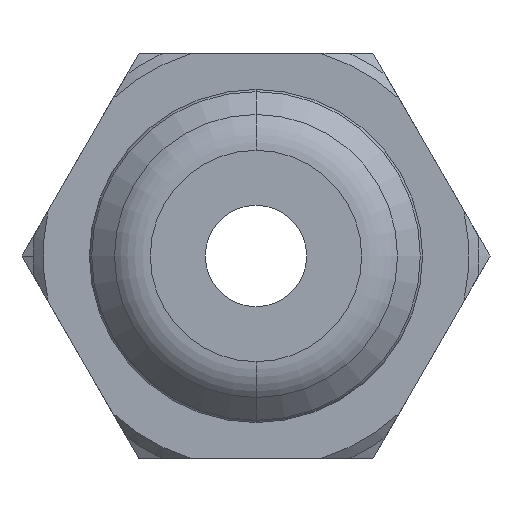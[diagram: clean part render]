
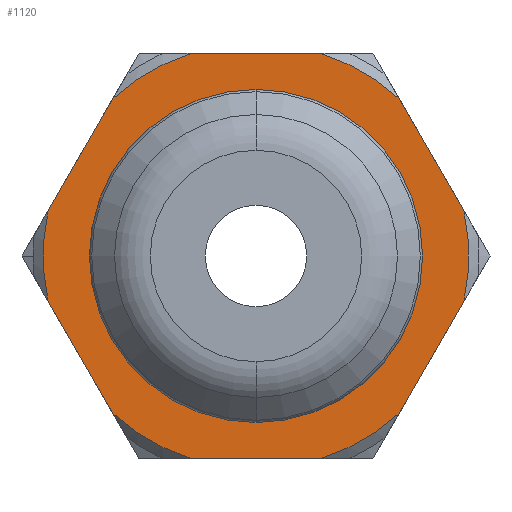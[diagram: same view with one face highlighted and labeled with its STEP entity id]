
A CAD part, front view. The second image highlights one B-rep face of the part: STEP entity #1120.
In plain terms, the highlighted planar face has unit normal (0, -1, 0).
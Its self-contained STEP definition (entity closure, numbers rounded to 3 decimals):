
#16 = VERTEX_POINT ( 'NONE', #1753 ) ;
#23 = EDGE_CURVE ( 'NONE', #1382, #444, #825, .T. ) ;
#26 = DIRECTION ( 'NONE',  ( 0., 0., -1. ) ) ;
#32 = VECTOR ( 'NONE', #674, 1000. ) ;
#56 = LINE ( 'NONE', #546, #1531 ) ;
#125 = CARTESIAN_POINT ( 'NONE',  ( 0., -31., -3.058 ) ) ;
#128 = PLANE ( 'NONE',  #1697 ) ;
#130 = VERTEX_POINT ( 'NONE', #204 ) ;
#152 = CARTESIAN_POINT ( 'NONE',  ( -3.5, -31., 0. ) ) ;
#193 = EDGE_LOOP ( 'NONE', ( #307, #361, #1728, #2249, #1263, #1992, #867, #603, #241, #419, #1833, #1750 ) ) ;
#204 = CARTESIAN_POINT ( 'NONE',  ( -4.104, -31., 0.891 ) ) ;
#221 = DIRECTION ( 'NONE',  ( 0., -1., 0. ) ) ;
#236 = CARTESIAN_POINT ( 'NONE',  ( -1.281, -31., 4. ) ) ;
#241 = ORIENTED_EDGE ( 'NONE', *, *, #795, .F. ) ;
#252 = DIRECTION ( 'NONE',  ( 0., -1., 0. ) ) ;
#267 = AXIS2_PLACEMENT_3D ( 'NONE', #1397, #252, #1577 ) ;
#278 = DIRECTION ( 'NONE',  ( 0., -1., 0. ) ) ;
#285 = CARTESIAN_POINT ( 'NONE',  ( 0., -31., 0. ) ) ;
#291 = CIRCLE ( 'NONE', #2327, 4.2 ) ;
#307 = ORIENTED_EDGE ( 'NONE', *, *, #2048, .F. ) ;
#336 = DIRECTION ( 'NONE',  ( 0., 0., -1. ) ) ;
#356 = EDGE_CURVE ( 'NONE', #485, #2285, #1482, .T. ) ;
#361 = ORIENTED_EDGE ( 'NONE', *, *, #525, .T. ) ;
#399 = AXIS2_PLACEMENT_3D ( 'NONE', #911, #573, #1762 ) ;
#419 = ORIENTED_EDGE ( 'NONE', *, *, #1107, .T. ) ;
#444 = VERTEX_POINT ( 'NONE', #1495 ) ;
#451 = CIRCLE ( 'NONE', #399, 4.2 ) ;
#463 = DIRECTION ( 'NONE',  ( 0., 0., -1. ) ) ;
#472 = VECTOR ( 'NONE', #984, 1000. ) ;
#480 = EDGE_CURVE ( 'NONE', #2311, #647, #291, .T. ) ;
#485 = VERTEX_POINT ( 'NONE', #236 ) ;
#491 = VERTEX_POINT ( 'NONE', #2232 ) ;
#523 = CARTESIAN_POINT ( 'NONE',  ( -2.309, -31., 4. ) ) ;
#525 = EDGE_CURVE ( 'NONE', #2200, #937, #1957, .T. ) ;
#538 = FACE_OUTER_BOUND ( 'NONE', #193, .T. ) ;
#546 = CARTESIAN_POINT ( 'NONE',  ( 4.619, -31., 0. ) ) ;
#557 = LINE ( 'NONE', #1656, #1161 ) ;
#573 = DIRECTION ( 'NONE',  ( 0., 1., 0. ) ) ;
#592 = AXIS2_PLACEMENT_3D ( 'NONE', #1711, #1814, #1831 ) ;
#603 = ORIENTED_EDGE ( 'NONE', *, *, #356, .T. ) ;
#634 = VERTEX_POINT ( 'NONE', #125 ) ;
#647 = VERTEX_POINT ( 'NONE', #1074 ) ;
#662 = VECTOR ( 'NONE', #1888, 1000. ) ;
#669 = ORIENTED_EDGE ( 'NONE', *, *, #1186, .T. ) ;
#674 = DIRECTION ( 'NONE',  ( 1., 0., 0. ) ) ;
#677 = AXIS2_PLACEMENT_3D ( 'NONE', #2164, #2196, #1102 ) ;
#700 = EDGE_LOOP ( 'NONE', ( #669, #1838 ) ) ;
#774 = DIRECTION ( 'NONE',  ( 0., 1., 0. ) ) ;
#795 = EDGE_CURVE ( 'NONE', #130, #2285, #974, .T. ) ;
#825 = LINE ( 'NONE', #1232, #1281 ) ;
#867 = ORIENTED_EDGE ( 'NONE', *, *, #1122, .F. ) ;
#911 = CARTESIAN_POINT ( 'NONE',  ( 0., -31., 0. ) ) ;
#937 = VERTEX_POINT ( 'NONE', #2013 ) ;
#964 = AXIS2_PLACEMENT_3D ( 'NONE', #2136, #2142, #2153 ) ;
#973 = CARTESIAN_POINT ( 'NONE',  ( 0., -31., 0. ) ) ;
#974 = LINE ( 'NONE', #1191, #472 ) ;
#984 = DIRECTION ( 'NONE',  ( 0.5, 0., 0.866 ) ) ;
#1074 = CARTESIAN_POINT ( 'NONE',  ( 4.104, -31., 0.891 ) ) ;
#1102 = DIRECTION ( 'NONE',  ( 0., 0., 1. ) ) ;
#1107 = EDGE_CURVE ( 'NONE', #130, #444, #2027, .T. ) ;
#1120 = ADVANCED_FACE ( 'NONE', ( #1530, #538 ), #128, .T. ) ;
#1122 = EDGE_CURVE ( 'NONE', #485, #1456, #1478, .T. ) ;
#1161 = VECTOR ( 'NONE', #2359, 1000. ) ;
#1186 = EDGE_CURVE ( 'NONE', #1446, #634, #1869, .T. ) ;
#1191 = CARTESIAN_POINT ( 'NONE',  ( -4.619, -31., 0. ) ) ;
#1232 = CARTESIAN_POINT ( 'NONE',  ( -2.309, -31., -4. ) ) ;
#1263 = ORIENTED_EDGE ( 'NONE', *, *, #2117, .F. ) ;
#1270 = CARTESIAN_POINT ( 'NONE',  ( 1.281, -31., 4. ) ) ;
#1281 = VECTOR ( 'NONE', #2274, 1000. ) ;
#1329 = CIRCLE ( 'NONE', #1347, 4.2 ) ;
#1347 = AXIS2_PLACEMENT_3D ( 'NONE', #285, #278, #463 ) ;
#1382 = VERTEX_POINT ( 'NONE', #1922 ) ;
#1392 = CARTESIAN_POINT ( 'NONE',  ( 2.309, -31., 4. ) ) ;
#1397 = CARTESIAN_POINT ( 'NONE',  ( 0., -31., 0. ) ) ;
#1400 = CARTESIAN_POINT ( 'NONE',  ( 0., -31., 3.058 ) ) ;
#1446 = VERTEX_POINT ( 'NONE', #1400 ) ;
#1456 = VERTEX_POINT ( 'NONE', #1270 ) ;
#1478 = LINE ( 'NONE', #523, #32 ) ;
#1482 = CIRCLE ( 'NONE', #592, 4.2 ) ;
#1487 = CARTESIAN_POINT ( 'NONE',  ( 0., -31., 0. ) ) ;
#1495 = CARTESIAN_POINT ( 'NONE',  ( -4.104, -31., -0.891 ) ) ;
#1500 = EDGE_CURVE ( 'NONE', #1382, #16, #1329, .T. ) ;
#1530 = FACE_BOUND ( 'NONE', #700, .T. ) ;
#1531 = VECTOR ( 'NONE', #1832, 1000. ) ;
#1538 = CIRCLE ( 'NONE', #2239, 3.058 ) ;
#1577 = DIRECTION ( 'NONE',  ( 0., 0., -1. ) ) ;
#1594 = LINE ( 'NONE', #1392, #662 ) ;
#1656 = CARTESIAN_POINT ( 'NONE',  ( 2.309, -31., -4. ) ) ;
#1697 = AXIS2_PLACEMENT_3D ( 'NONE', #152, #2310, #336 ) ;
#1711 = CARTESIAN_POINT ( 'NONE',  ( 0., -31., 0. ) ) ;
#1728 = ORIENTED_EDGE ( 'NONE', *, *, #2010, .F. ) ;
#1750 = ORIENTED_EDGE ( 'NONE', *, *, #1500, .T. ) ;
#1753 = CARTESIAN_POINT ( 'NONE',  ( -1.281, -31., -4. ) ) ;
#1762 = DIRECTION ( 'NONE',  ( 0., 0., 1. ) ) ;
#1789 = EDGE_CURVE ( 'NONE', #1456, #491, #451, .T. ) ;
#1814 = DIRECTION ( 'NONE',  ( 0., -1., 0. ) ) ;
#1831 = DIRECTION ( 'NONE',  ( 0., 0., -1. ) ) ;
#1832 = DIRECTION ( 'NONE',  ( -0.5, 0., -0.866 ) ) ;
#1833 = ORIENTED_EDGE ( 'NONE', *, *, #23, .F. ) ;
#1837 = CARTESIAN_POINT ( 'NONE',  ( 4.104, -31., -0.891 ) ) ;
#1838 = ORIENTED_EDGE ( 'NONE', *, *, #2198, .T. ) ;
#1869 = CIRCLE ( 'NONE', #677, 3.058 ) ;
#1875 = CARTESIAN_POINT ( 'NONE',  ( 1.281, -31., -4. ) ) ;
#1888 = DIRECTION ( 'NONE',  ( 0.5, 0., -0.866 ) ) ;
#1922 = CARTESIAN_POINT ( 'NONE',  ( -2.824, -31., -3.109 ) ) ;
#1957 = CIRCLE ( 'NONE', #267, 4.2 ) ;
#1992 = ORIENTED_EDGE ( 'NONE', *, *, #1789, .F. ) ;
#2010 = EDGE_CURVE ( 'NONE', #2311, #937, #56, .T. ) ;
#2013 = CARTESIAN_POINT ( 'NONE',  ( 2.824, -31., -3.109 ) ) ;
#2027 = CIRCLE ( 'NONE', #964, 4.2 ) ;
#2048 = EDGE_CURVE ( 'NONE', #2200, #16, #557, .T. ) ;
#2083 = CARTESIAN_POINT ( 'NONE',  ( -2.824, -31., 3.109 ) ) ;
#2117 = EDGE_CURVE ( 'NONE', #491, #647, #1594, .T. ) ;
#2136 = CARTESIAN_POINT ( 'NONE',  ( 0., -31., 0. ) ) ;
#2142 = DIRECTION ( 'NONE',  ( 0., -1., 0. ) ) ;
#2153 = DIRECTION ( 'NONE',  ( 0., 0., -1. ) ) ;
#2164 = CARTESIAN_POINT ( 'NONE',  ( 0., -31., 0. ) ) ;
#2196 = DIRECTION ( 'NONE',  ( 0., 1., 0. ) ) ;
#2198 = EDGE_CURVE ( 'NONE', #634, #1446, #1538, .T. ) ;
#2200 = VERTEX_POINT ( 'NONE', #1875 ) ;
#2229 = DIRECTION ( 'NONE',  ( 0., 0., 1. ) ) ;
#2232 = CARTESIAN_POINT ( 'NONE',  ( 2.824, -31., 3.109 ) ) ;
#2239 = AXIS2_PLACEMENT_3D ( 'NONE', #973, #774, #2229 ) ;
#2249 = ORIENTED_EDGE ( 'NONE', *, *, #480, .T. ) ;
#2274 = DIRECTION ( 'NONE',  ( -0.5, 0., 0.866 ) ) ;
#2285 = VERTEX_POINT ( 'NONE', #2083 ) ;
#2310 = DIRECTION ( 'NONE',  ( 0., -1., 0. ) ) ;
#2311 = VERTEX_POINT ( 'NONE', #1837 ) ;
#2327 = AXIS2_PLACEMENT_3D ( 'NONE', #1487, #221, #26 ) ;
#2359 = DIRECTION ( 'NONE',  ( -1., 0., 0. ) ) ;
